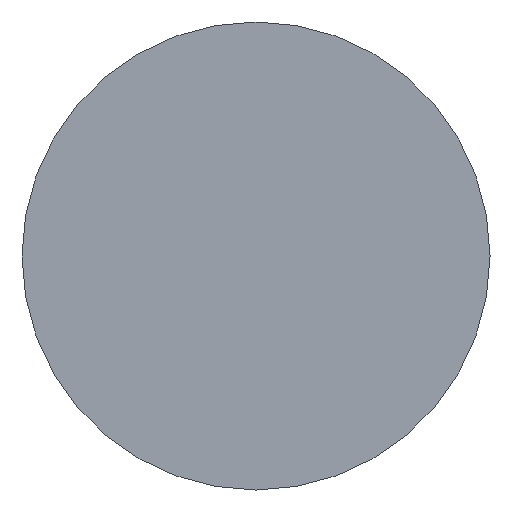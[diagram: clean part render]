
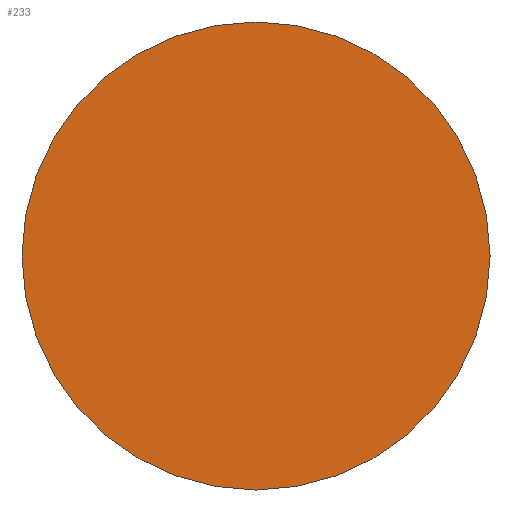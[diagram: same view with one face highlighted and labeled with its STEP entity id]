
A CAD part, front view. The second image highlights one B-rep face of the part: STEP entity #233.
In plain terms, the highlighted planar face has unit normal (0, -1, 0).
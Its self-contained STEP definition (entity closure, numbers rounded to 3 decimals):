
#117=VERTEX_POINT('',#292);
#221=VERTEX_POINT('',#414);
#231=EDGE_CURVE('',#221,#117,#424,.T.);
#233=ADVANCED_FACE('',(#426),#427,.T.);
#263=EDGE_CURVE('',#117,#221,#460,.T.);
#292=CARTESIAN_POINT('',(37.5,-25.0,0.));
#414=CARTESIAN_POINT('',(-37.5,-25.0,0.));
#424=CIRCLE('',#651,37.5);
#426=FACE_OUTER_BOUND('',#653,.T.);
#427=PLANE('',#654);
#460=CIRCLE('',#696,37.5);
#651=AXIS2_PLACEMENT_3D('',#877,#878,#879);
#653=EDGE_LOOP('',(#881,#882));
#654=AXIS2_PLACEMENT_3D('',#883,#884,#885);
#696=AXIS2_PLACEMENT_3D('',#917,#918,#919);
#877=CARTESIAN_POINT('',(0.0,-25.0,0.));
#878=DIRECTION('',(0.0,-1.0,0.));
#879=DIRECTION('',(1.0,0.0,0.0));
#881=ORIENTED_EDGE('',*,*,#263,.T.);
#882=ORIENTED_EDGE('',*,*,#231,.T.);
#883=CARTESIAN_POINT('',(0.0,-25.0,0.));
#884=DIRECTION('',(0.0,-1.0,0.));
#885=DIRECTION('',(1.0,0.0,0.0));
#917=CARTESIAN_POINT('',(0.0,-25.0,0.));
#918=DIRECTION('',(0.0,-1.0,0.));
#919=DIRECTION('',(1.0,0.0,0.0));
